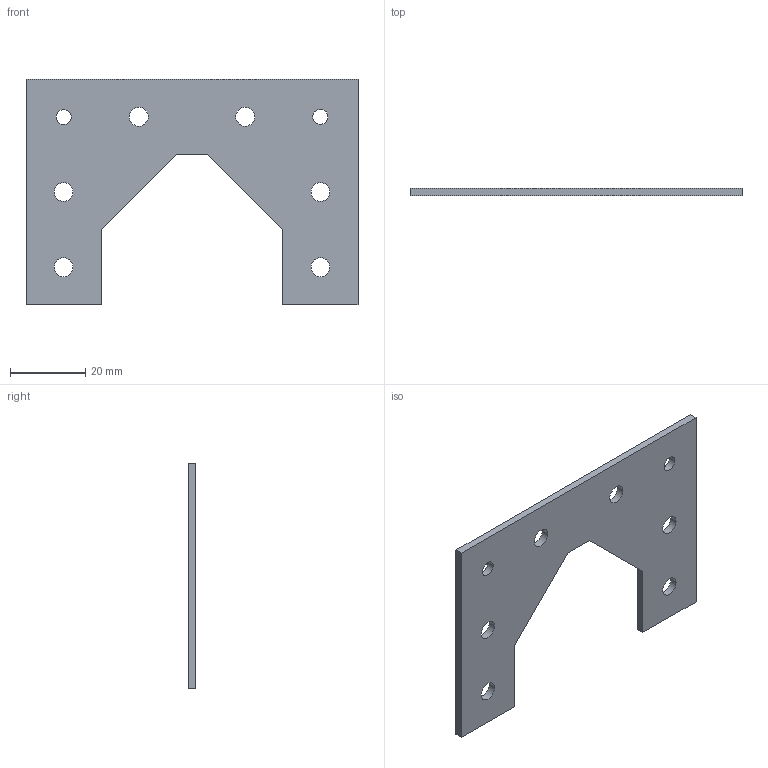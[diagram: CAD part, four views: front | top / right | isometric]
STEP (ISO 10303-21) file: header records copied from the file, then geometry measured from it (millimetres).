
FILE_DESCRIPTION(/* description */ ('U-Connector 2020 Profile'),/* implementation_level */ '2;1');
FILE_NAME(/* name */ 'Connect_u2020_raw.stp',/* time_stamp */ '2025-12-30T03:16:51+01:00',/* author */ ('schar'),/* organization */ (''),/* preprocessor_version */ 'ST-DEVELOPER v19.2',/* originating_system */ 'Autodesk Inventor 2024',/* authorisation */ '');
FILE_SCHEMA (('AUTOMOTIVE_DESIGN { 1 0 10303 214 3 1 1 }'));
Length unit declared in the file: millimetre
Products named in the file (1): Connect_u2020
Bounding box: 88.3 x 2 x 60 mm (x, y, z)
Volume: 7246.1 mm3; surface area: 8191.2 mm2
Topology: 1 solids, 1 shells, 20 faces, 54 edges, 36 vertices
Faces by surface type: plane 12, cylinder 8
Full cylindrical faces by diameter (mm): 4 x2, 5 x6
Entity records: 709 total; most frequent: DIRECTION 112, CARTESIAN_POINT 111, ORIENTED_EDGE 108, EDGE_CURVE 54, LINE 38, VECTOR 38, AXIS2_PLACEMENT_3D 37, EDGE_LOOP 36
